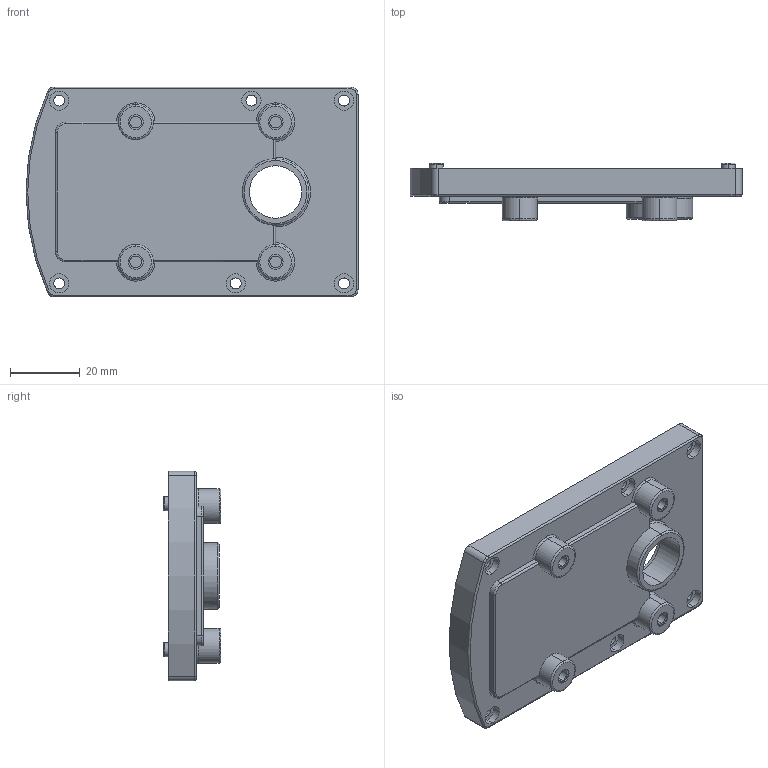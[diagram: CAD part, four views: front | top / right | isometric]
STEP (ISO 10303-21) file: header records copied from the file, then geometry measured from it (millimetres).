
FILE_DESCRIPTION (( 'STEP AP203' ), '1' );
FILE_NAME ('喘謫眊裔.STEP', '2022-04-08T05:55:05', ( '' ), ( '' ), 'SwSTEP 2.0', 'SolidWorks 2020', '' );
FILE_SCHEMA (( 'CONFIG_CONTROL_DESIGN' ));
Length unit declared in the file: millimetre
Products named in the file (1): 喘謫眊裔
Bounding box: 95 x 16.5 x 60 mm (x, y, z)
Volume: 14873.3 mm3; surface area: 20146.5 mm2
Topology: 1 solids, 1 shells, 488 faces, 1244 edges, 787 vertices
Faces by surface type: cylinder 186, plane 172, bspline 52, torus 44, cone 22, sphere 12
Entity records: 17921 total; most frequent: CARTESIAN_POINT 6060, ORIENTED_EDGE 2464, DIRECTION 2462, EDGE_CURVE 1232, AXIS2_PLACEMENT_3D 921, VERTEX_POINT 787, VECTOR 620, LINE 620
